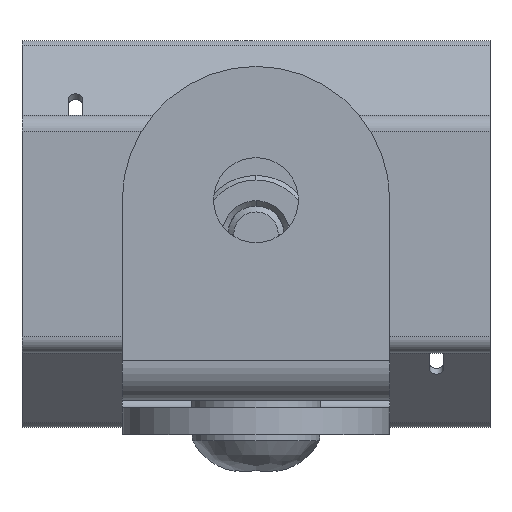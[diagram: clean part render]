
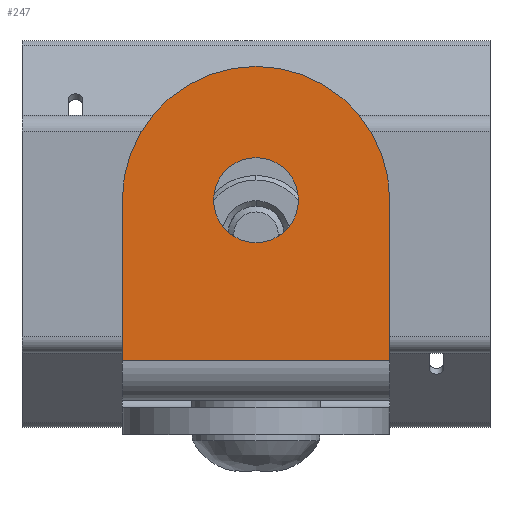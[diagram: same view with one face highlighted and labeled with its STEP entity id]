
A CAD part, front view. The second image highlights one B-rep face of the part: STEP entity #247.
In plain terms, the highlighted planar face has unit normal (0, -1, 0).
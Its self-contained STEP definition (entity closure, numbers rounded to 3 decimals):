
#2=CARTESIAN_POINT('',(0.,0.,0.));
#3=DIRECTION('',(0.,-1.,0.));
#4=DIRECTION('',(1.,0.,0.));
#5=AXIS2_PLACEMENT_3D('',#2,#3,#4);
#7=CARTESIAN_POINT('',(0.,0.,0.));
#8=DIRECTION('',(0.,-1.,0.));
#9=DIRECTION('',(-1.,0.,0.));
#10=AXIS2_PLACEMENT_3D('',#7,#8,#9);
#12=DIRECTION('',(0.,0.,1.));
#13=VECTOR('',#12,12.);
#14=CARTESIAN_POINT('',(-10.,0.,-12.));
#15=LINE('',#14,#13);
#16=CARTESIAN_POINT('',(0.,0.,0.));
#17=DIRECTION('',(0.,1.,0.));
#18=DIRECTION('',(-1.,0.,0.));
#19=AXIS2_PLACEMENT_3D('',#16,#17,#18);
#21=DIRECTION('',(0.,0.,-1.));
#22=VECTOR('',#21,12.);
#23=CARTESIAN_POINT('',(10.,0.,0.));
#24=LINE('',#23,#22);
#73=DIRECTION('',(-1.,0.,0.));
#74=VECTOR('',#73,20.);
#75=CARTESIAN_POINT('',(10.,0.,-12.));
#76=LINE('',#75,#74);
#178=CARTESIAN_POINT('',(3.175,0.,0.));
#179=CARTESIAN_POINT('',(-3.175,0.,0.));
#180=VERTEX_POINT('',#178);
#181=VERTEX_POINT('',#179);
#186=CARTESIAN_POINT('',(10.,0.,0.));
#188=VERTEX_POINT('',#186);
#198=CARTESIAN_POINT('',(-10.,0.,-12.));
#199=VERTEX_POINT('',#198);
#200=CARTESIAN_POINT('',(10.,0.,-12.));
#201=VERTEX_POINT('',#200);
#202=CARTESIAN_POINT('',(-10.,0.,0.));
#203=VERTEX_POINT('',#202);
#226=CARTESIAN_POINT('',(0.,0.,0.));
#227=DIRECTION('',(0.,1.,0.));
#228=DIRECTION('',(1.,0.,0.));
#229=AXIS2_PLACEMENT_3D('',#226,#227,#228);
#230=PLANE('',#229);
#232=ORIENTED_EDGE('',*,*,#231,.T.);
#234=ORIENTED_EDGE('',*,*,#233,.T.);
#236=ORIENTED_EDGE('',*,*,#235,.T.);
#238=ORIENTED_EDGE('',*,*,#237,.T.);
#239=EDGE_LOOP('',(#232,#234,#236,#238));
#240=FACE_OUTER_BOUND('',#239,.F.);
#242=ORIENTED_EDGE('',*,*,#241,.T.);
#244=ORIENTED_EDGE('',*,*,#243,.T.);
#245=EDGE_LOOP('',(#242,#244));
#246=FACE_BOUND('',#245,.F.);
#247=ADVANCED_FACE('',(#240,#246),#230,.F.);
#6=CIRCLE('',#5,3.175);
#11=CIRCLE('',#10,3.175);
#20=CIRCLE('',#19,10.);
#231=EDGE_CURVE('',#199,#203,#15,.T.);
#233=EDGE_CURVE('',#203,#188,#20,.T.);
#235=EDGE_CURVE('',#188,#201,#24,.T.);
#237=EDGE_CURVE('',#201,#199,#76,.T.);
#241=EDGE_CURVE('',#180,#181,#6,.T.);
#243=EDGE_CURVE('',#181,#180,#11,.T.);
